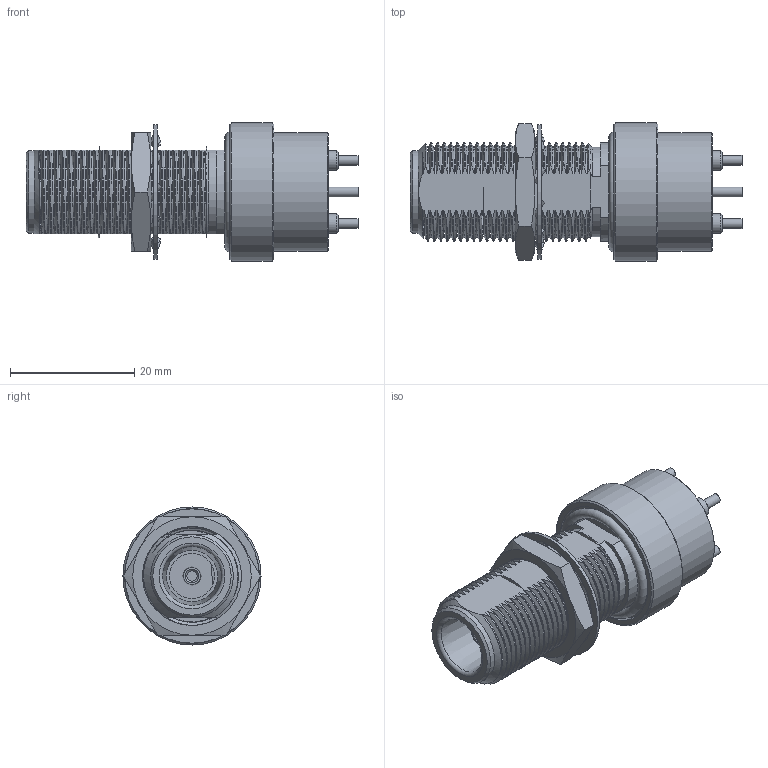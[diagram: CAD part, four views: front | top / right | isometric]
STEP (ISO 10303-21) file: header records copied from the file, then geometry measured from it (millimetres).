
FILE_DESCRIPTION (( 'STEP AP203' ), '1' );
FILE_NAME ('PE44397_3D.step', '2020-09-11T20:22:31', ( '' ), ( '' ), 'SwSTEP 2.0', 'SolidWorks 2018', '' );
FILE_SCHEMA (( 'CONFIG_CONTROL_DESIGN' ));
Products named in the file (1): PE44397_3D
Bounding box: 53.39 x 22.21 x 22.21 mm (x, y, z)
Volume: 10156.8 mm3; surface area: 6236.7 mm2
Topology: 4 solids, 4 shells, 380 faces, 1087 edges, 730 vertices
Faces by surface type: bspline 202, cylinder 81, plane 61, cone 34, torus 2
Full cylindrical faces by diameter (mm): 1.575 x5, 1.651 x1, 3.175 x5, 3.18 x1, 7.279 x1, 13.302 x1, 15.875 x1, 19.05 x1, 20.071 x1, 21.59 x1, 22.211 x1
Entity records: 179587 total; most frequent: CARTESIAN_POINT 172069, ORIENTED_EDGE 2098, EDGE_CURVE 1049, DIRECTION 822, VERTEX_POINT 723, B_SPLINE_CURVE_WITH_KNOTS 446, EDGE_LOOP 430, ADVANCED_FACE 380
